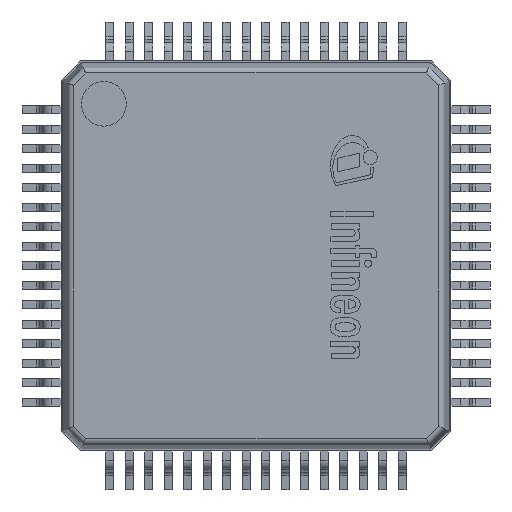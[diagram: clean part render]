
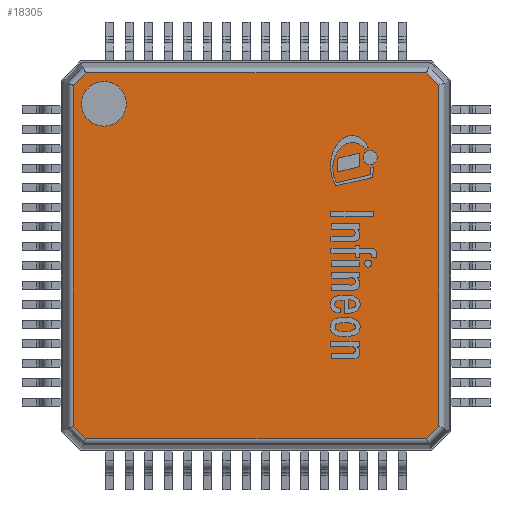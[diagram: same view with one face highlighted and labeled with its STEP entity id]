
A CAD part, top view. The second image highlights one B-rep face of the part: STEP entity #18305.
In plain terms, the highlighted planar face has unit normal (0, 0, 1).
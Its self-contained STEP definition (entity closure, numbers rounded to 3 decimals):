
#91=FACE_BOUND('',#2184,.T.);
#103=CIRCLE('',#19458,0.575);
#1104=FACE_OUTER_BOUND('',#2183,.T.);
#2183=EDGE_LOOP('',(#12227,#12228,#12229,#12230,#12231,#12232,#12233,#12234));
#2184=EDGE_LOOP('',(#12235));
#3331=LINE('',#26580,#5473);
#3332=LINE('',#26582,#5474);
#3333=LINE('',#26584,#5475);
#3334=LINE('',#26586,#5476);
#3335=LINE('',#26588,#5477);
#3336=LINE('',#26590,#5478);
#3337=LINE('',#26592,#5479);
#3338=LINE('',#26593,#5480);
#5473=VECTOR('',#21207,1000.);
#5474=VECTOR('',#21208,1000.);
#5475=VECTOR('',#21209,1000.);
#5476=VECTOR('',#21210,1000.);
#5477=VECTOR('',#21211,1000.);
#5478=VECTOR('',#21212,1000.);
#5479=VECTOR('',#21213,1000.);
#5480=VECTOR('',#21214,1000.);
#7568=VERTEX_POINT('',#26527);
#7585=VERTEX_POINT('',#26578);
#7586=VERTEX_POINT('',#26579);
#7587=VERTEX_POINT('',#26581);
#7588=VERTEX_POINT('',#26583);
#7589=VERTEX_POINT('',#26585);
#7590=VERTEX_POINT('',#26587);
#7591=VERTEX_POINT('',#26589);
#7592=VERTEX_POINT('',#26591);
#9403=EDGE_CURVE('',#7568,#7568,#103,.T.);
#9428=EDGE_CURVE('',#7585,#7586,#3331,.T.);
#9429=EDGE_CURVE('',#7586,#7587,#3332,.T.);
#9430=EDGE_CURVE('',#7587,#7588,#3333,.T.);
#9431=EDGE_CURVE('',#7588,#7589,#3334,.T.);
#9432=EDGE_CURVE('',#7589,#7590,#3335,.T.);
#9433=EDGE_CURVE('',#7590,#7591,#3336,.T.);
#9434=EDGE_CURVE('',#7591,#7592,#3337,.T.);
#9435=EDGE_CURVE('',#7592,#7585,#3338,.T.);
#12227=ORIENTED_EDGE('',*,*,#9428,.T.);
#12228=ORIENTED_EDGE('',*,*,#9429,.T.);
#12229=ORIENTED_EDGE('',*,*,#9430,.T.);
#12230=ORIENTED_EDGE('',*,*,#9431,.T.);
#12231=ORIENTED_EDGE('',*,*,#9432,.T.);
#12232=ORIENTED_EDGE('',*,*,#9433,.T.);
#12233=ORIENTED_EDGE('',*,*,#9434,.T.);
#12234=ORIENTED_EDGE('',*,*,#9435,.T.);
#12235=ORIENTED_EDGE('',*,*,#9403,.F.);
#17523=PLANE('',#19467);
#18305=ADVANCED_FACE('',(#1104,#91),#17523,.F.);
#19458=AXIS2_PLACEMENT_3D('',#26528,#21163,#21164);
#19467=AXIS2_PLACEMENT_3D('',#26577,#21205,#21206);
#21163=DIRECTION('center_axis',(0.,0.,1.));
#21164=DIRECTION('ref_axis',(0.,-1.,0.));
#21205=DIRECTION('center_axis',(0.,0.,-1.));
#21206=DIRECTION('ref_axis',(0.,1.,0.));
#21207=DIRECTION('',(0.,1.,0.));
#21208=DIRECTION('',(-0.707,0.707,0.));
#21209=DIRECTION('',(-1.,0.,0.));
#21210=DIRECTION('',(-0.707,-0.707,0.));
#21211=DIRECTION('',(0.,-1.,0.));
#21212=DIRECTION('',(0.707,-0.707,0.));
#21213=DIRECTION('',(1.,0.,0.));
#21214=DIRECTION('',(0.707,0.707,0.));
#26527=CARTESIAN_POINT('',(-3.9,3.325,1.6));
#26528=CARTESIAN_POINT('Origin',(-3.9,3.9,1.6));
#26577=CARTESIAN_POINT('Origin',(0.,0.,1.6));
#26578=CARTESIAN_POINT('',(4.69,-4.372,1.6));
#26579=CARTESIAN_POINT('',(4.69,4.372,1.6));
#26580=CARTESIAN_POINT('',(4.69,0.,1.6));
#26581=CARTESIAN_POINT('',(4.372,4.69,1.6));
#26582=CARTESIAN_POINT('',(4.531,4.531,1.6));
#26583=CARTESIAN_POINT('',(-4.372,4.69,1.6));
#26584=CARTESIAN_POINT('',(0.,4.69,1.6));
#26585=CARTESIAN_POINT('',(-4.69,4.372,1.6));
#26586=CARTESIAN_POINT('',(-4.531,4.531,1.6));
#26587=CARTESIAN_POINT('',(-4.69,-4.372,1.6));
#26588=CARTESIAN_POINT('',(-4.69,0.,1.6));
#26589=CARTESIAN_POINT('',(-4.372,-4.69,1.6));
#26590=CARTESIAN_POINT('',(-4.531,-4.531,1.6));
#26591=CARTESIAN_POINT('',(4.372,-4.69,1.6));
#26592=CARTESIAN_POINT('',(0.,-4.69,1.6));
#26593=CARTESIAN_POINT('',(4.531,-4.531,1.6));
